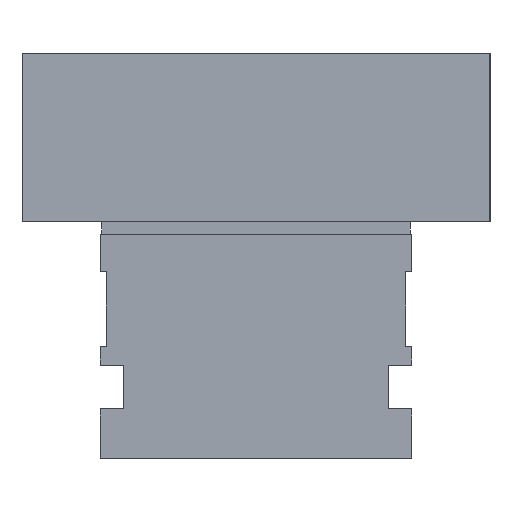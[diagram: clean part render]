
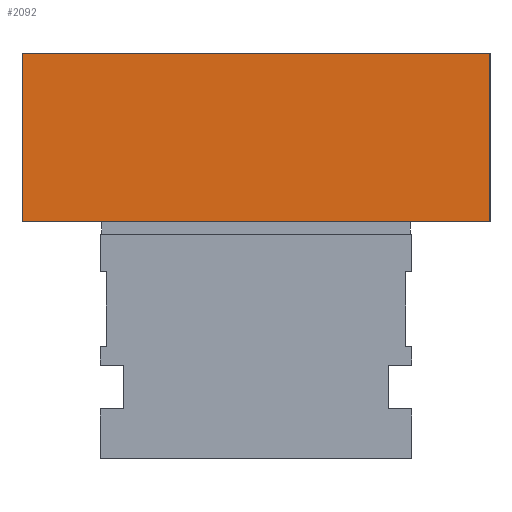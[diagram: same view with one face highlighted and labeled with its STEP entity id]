
A CAD part, front view. The second image highlights one B-rep face of the part: STEP entity #2092.
In plain terms, the highlighted face is planar.
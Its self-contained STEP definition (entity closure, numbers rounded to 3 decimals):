
#123 = CARTESIAN_POINT ( 'NONE',  ( 55., -75., 0. ) ) ;
#178 = ORIENTED_EDGE ( 'NONE', *, *, #1448, .F. ) ;
#185 = CARTESIAN_POINT ( 'NONE',  ( 55., -75., 54. ) ) ;
#233 = DIRECTION ( 'NONE',  ( 0., 1., 0. ) ) ;
#238 = AXIS2_PLACEMENT_3D ( 'NONE', #5478, #324, #3581 ) ;
#324 = DIRECTION ( 'NONE',  ( -1., 0., 0. ) ) ;
#485 = VERTEX_POINT ( 'NONE', #824 ) ;
#669 = DIRECTION ( 'NONE',  ( 0., 0., 1. ) ) ;
#824 = CARTESIAN_POINT ( 'NONE',  ( 55., -75., 54. ) ) ;
#1001 = EDGE_LOOP ( 'NONE', ( #5559, #2101, #178, #1980 ) ) ;
#1070 = DIRECTION ( 'NONE',  ( 0., -1., 0. ) ) ;
#1219 = VECTOR ( 'NONE', #1070, 1000. ) ;
#1448 = EDGE_CURVE ( 'NONE', #4958, #485, #3853, .T. ) ;
#1503 = EDGE_CURVE ( 'NONE', #485, #5342, #5247, .T. ) ;
#1843 = VECTOR ( 'NONE', #3788, 1000. ) ;
#1946 = CARTESIAN_POINT ( 'NONE',  ( 55., 75., 54. ) ) ;
#1980 = ORIENTED_EDGE ( 'NONE', *, *, #2438, .F. ) ;
#2081 = CARTESIAN_POINT ( 'NONE',  ( 55., -75., 54. ) ) ;
#2092 = ADVANCED_FACE ( 'NONE', ( #5096 ), #4976, .F. ) ;
#2101 = ORIENTED_EDGE ( 'NONE', *, *, #1503, .F. ) ;
#2438 = EDGE_CURVE ( 'NONE', #2600, #4958, #5314, .T. ) ;
#2600 = VERTEX_POINT ( 'NONE', #4919 ) ;
#2992 = EDGE_CURVE ( 'NONE', #2600, #5342, #3543, .T. ) ;
#3543 = LINE ( 'NONE', #5193, #1843 ) ;
#3581 = DIRECTION ( 'NONE',  ( 0., 0., 1. ) ) ;
#3788 = DIRECTION ( 'NONE',  ( 0., 0., 1. ) ) ;
#3853 = LINE ( 'NONE', #185, #5614 ) ;
#4919 = CARTESIAN_POINT ( 'NONE',  ( 55., 75., 0. ) ) ;
#4958 = VERTEX_POINT ( 'NONE', #4987 ) ;
#4976 = PLANE ( 'NONE',  #238 ) ;
#4987 = CARTESIAN_POINT ( 'NONE',  ( 55., -75., 0. ) ) ;
#5096 = FACE_OUTER_BOUND ( 'NONE', #1001, .T. ) ;
#5103 = VECTOR ( 'NONE', #233, 1000. ) ;
#5193 = CARTESIAN_POINT ( 'NONE',  ( 55., 75., 54. ) ) ;
#5247 = LINE ( 'NONE', #2081, #5103 ) ;
#5314 = LINE ( 'NONE', #123, #1219 ) ;
#5342 = VERTEX_POINT ( 'NONE', #1946 ) ;
#5478 = CARTESIAN_POINT ( 'NONE',  ( 55., -75., 54. ) ) ;
#5559 = ORIENTED_EDGE ( 'NONE', *, *, #2992, .T. ) ;
#5614 = VECTOR ( 'NONE', #669, 1000. ) ;
